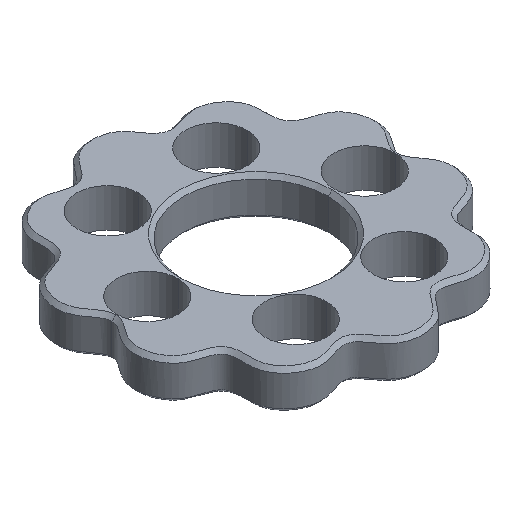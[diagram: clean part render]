
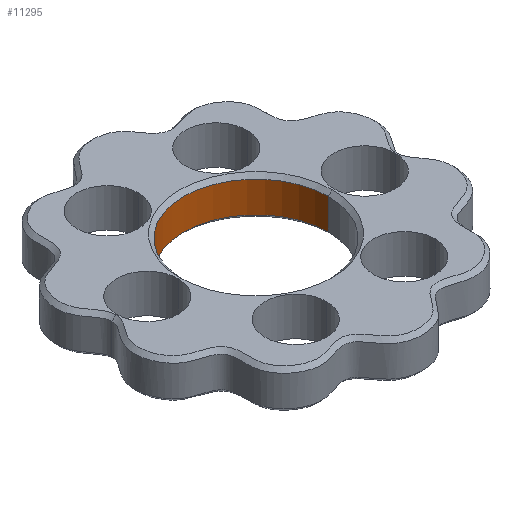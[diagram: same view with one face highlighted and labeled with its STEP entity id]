
A CAD part, isometric view. The second image highlights one B-rep face of the part: STEP entity #11295.
In plain terms, the highlighted cylindrical face has radius 7.5 mm (diameter 15 mm), a partial arc.
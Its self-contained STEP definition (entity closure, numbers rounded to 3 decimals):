
#159 = DIRECTION ( 'NONE',  ( 0., 0., -1. ) ) ;
#245 = VERTEX_POINT ( 'NONE', #11158 ) ;
#386 = CARTESIAN_POINT ( 'NONE',  ( 7.5, 0., 4. ) ) ;
#853 = DIRECTION ( 'NONE',  ( -1., 0., 0. ) ) ;
#1241 = EDGE_LOOP ( 'NONE', ( #2730, #2862, #12377, #7781 ) ) ;
#1918 = VERTEX_POINT ( 'NONE', #10729 ) ;
#2319 = DIRECTION ( 'NONE',  ( 1., 0., 0. ) ) ;
#2730 = ORIENTED_EDGE ( 'NONE', *, *, #3854, .F. ) ;
#2862 = ORIENTED_EDGE ( 'NONE', *, *, #9192, .T. ) ;
#2908 = CARTESIAN_POINT ( 'NONE',  ( 0., 0., 4. ) ) ;
#3048 = CARTESIAN_POINT ( 'NONE',  ( -7.5, 0., 4. ) ) ;
#3110 = DIRECTION ( 'NONE',  ( 0., 0., -1. ) ) ;
#3324 = DIRECTION ( 'NONE',  ( 0., 0., -1. ) ) ;
#3854 = EDGE_CURVE ( 'NONE', #245, #1918, #9199, .T. ) ;
#4010 = LINE ( 'NONE', #3048, #5038 ) ;
#4822 = FACE_OUTER_BOUND ( 'NONE', #1241, .T. ) ;
#5038 = VECTOR ( 'NONE', #3110, 1000. ) ;
#6157 = CARTESIAN_POINT ( 'NONE',  ( -7.5, 0., 0.4 ) ) ;
#6559 = VERTEX_POINT ( 'NONE', #6157 ) ;
#6778 = CARTESIAN_POINT ( 'NONE',  ( 0., 0., 3.6 ) ) ;
#7162 = EDGE_CURVE ( 'NONE', #6559, #1918, #12588, .T. ) ;
#7268 = CIRCLE ( 'NONE', #12172, 7.5 ) ;
#7600 = CARTESIAN_POINT ( 'NONE',  ( -7.5, 0., 3.6 ) ) ;
#7781 = ORIENTED_EDGE ( 'NONE', *, *, #7162, .T. ) ;
#7951 = DIRECTION ( 'NONE',  ( 0., 0., -1. ) ) ;
#8717 = CYLINDRICAL_SURFACE ( 'NONE', #12078, 7.5 ) ;
#8893 = VERTEX_POINT ( 'NONE', #7600 ) ;
#9107 = AXIS2_PLACEMENT_3D ( 'NONE', #11071, #159, #2319 ) ;
#9192 = EDGE_CURVE ( 'NONE', #245, #8893, #7268, .T. ) ;
#9199 = LINE ( 'NONE', #386, #10143 ) ;
#9581 = DIRECTION ( 'NONE',  ( 0., 0., 1. ) ) ;
#10143 = VECTOR ( 'NONE', #3324, 1000. ) ;
#10355 = EDGE_CURVE ( 'NONE', #8893, #6559, #4010, .T. ) ;
#10679 = DIRECTION ( 'NONE',  ( 1., 0., 0. ) ) ;
#10729 = CARTESIAN_POINT ( 'NONE',  ( 7.5, 0., 0.4 ) ) ;
#11071 = CARTESIAN_POINT ( 'NONE',  ( 0., 0., 0.4 ) ) ;
#11158 = CARTESIAN_POINT ( 'NONE',  ( 7.5, 0., 3.6 ) ) ;
#11295 = ADVANCED_FACE ( 'NONE', ( #4822 ), #8717, .F. ) ;
#12078 = AXIS2_PLACEMENT_3D ( 'NONE', #2908, #7951, #853 ) ;
#12172 = AXIS2_PLACEMENT_3D ( 'NONE', #6778, #9581, #10679 ) ;
#12377 = ORIENTED_EDGE ( 'NONE', *, *, #10355, .T. ) ;
#12588 = CIRCLE ( 'NONE', #9107, 7.5 ) ;
